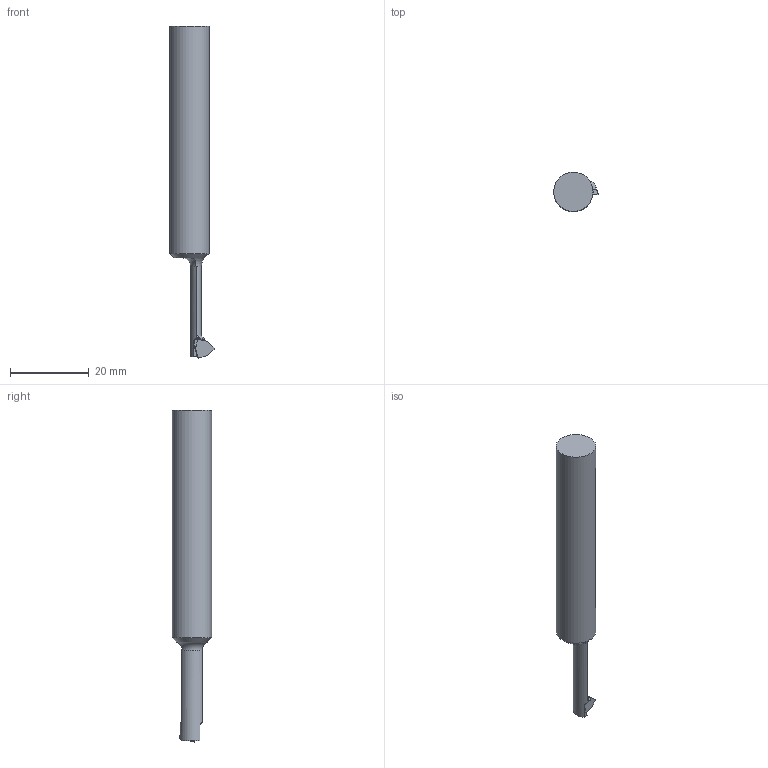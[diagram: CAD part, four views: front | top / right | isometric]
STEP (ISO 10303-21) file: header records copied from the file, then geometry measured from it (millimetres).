
FILE_DESCRIPTION((''),'1');
FILE_NAME('ST10-CZ06-45B-23.stp','2019-02-20T04:35:39',(''),(''),'Spatial Interop R21 SP3','Kubotek KeyCreator 2011 V10.0.2 (22737)',' ');
FILE_SCHEMA(('automotive_design'));
Length unit declared in the file: millimetre
Products named in the file (2): 240[2]
Bounding box: 11.32 x 10 x 84.34 mm (x, y, z)
Volume: 4893.4 mm3; surface area: 2366.5 mm2
Topology: 2 solids, 2 shells, 53 faces, 147 edges, 98 vertices
Faces by surface type: plane 25, cylinder 16, torus 7, cone 4, sphere 1
Full cylindrical faces by diameter (mm): 10 x1
Entity records: 3165 total; most frequent: CARTESIAN_POINT 490, ORIENTED_EDGE 286, PRESENTATION_STYLE_ASSIGNMENT 253, COLOUR_RGB 253, DIRECTION 242, STYLED_ITEM 198, CURVE_STYLE 198, DRAUGHTING_PRE_DEFINED_CURVE_FONT 198
